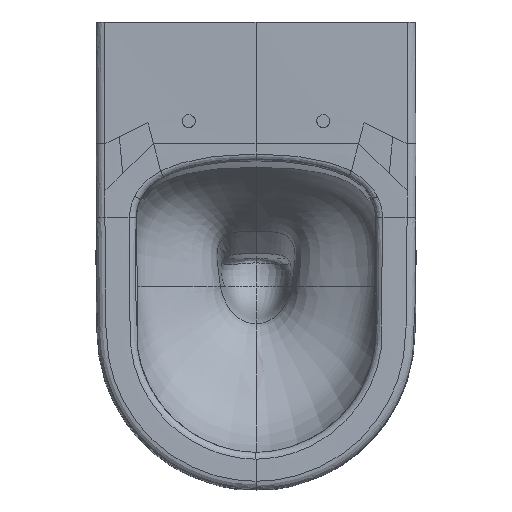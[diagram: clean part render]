
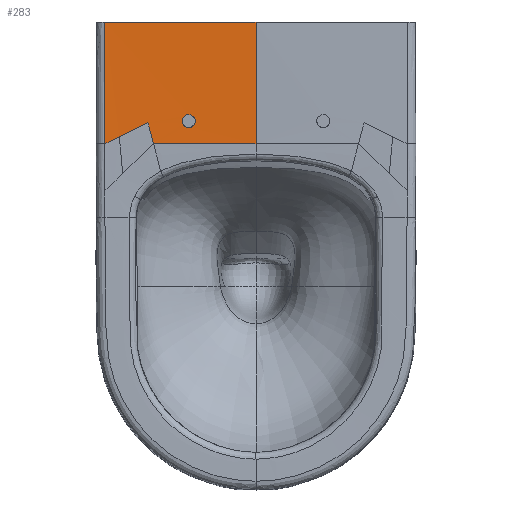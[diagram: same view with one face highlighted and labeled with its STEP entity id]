
A CAD part, top view. The second image highlights one B-rep face of the part: STEP entity #283.
In plain terms, the highlighted free-form (B-spline) face has degree [3, 3] with [6, 5] control points.
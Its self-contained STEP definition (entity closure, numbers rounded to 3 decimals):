
#198=FACE_BOUND('',#619,.T.);
#199=FACE_BOUND('',#620,.T.);
#283=ADVANCED_FACE('',(#198,#199),#384,.T.);
#384=B_SPLINE_SURFACE_WITH_KNOTS('',3,3,((#8339,#8340,#8341,#8342,#8343),
(#8344,#8345,#8346,#8347,#8348),(#8349,#8350,#8351,#8352,#8353),(#8354,
#8355,#8356,#8357,#8358),(#8359,#8360,#8361,#8362,#8363),(#8364,#8365,#8366,
#8367,#8368)),.UNSPECIFIED.,.F.,.F.,.F.,(4,1,1,4),(4,1,4),(0.,0.2,0.754,
1.),(0.,0.2,1.),.UNSPECIFIED.);
#619=EDGE_LOOP('',(#960));
#620=EDGE_LOOP('',(#961,#962,#963,#964,#965,#966,#967,#968));
#960=ORIENTED_EDGE('',*,*,#1753,.T.);
#961=ORIENTED_EDGE('',*,*,#1598,.T.);
#962=ORIENTED_EDGE('',*,*,#1589,.T.);
#963=ORIENTED_EDGE('',*,*,#1740,.T.);
#964=ORIENTED_EDGE('',*,*,#1751,.T.);
#965=ORIENTED_EDGE('',*,*,#1750,.T.);
#966=ORIENTED_EDGE('',*,*,#1748,.T.);
#967=ORIENTED_EDGE('',*,*,#1747,.T.);
#968=ORIENTED_EDGE('',*,*,#1754,.T.);
#1384=VERTEX_POINT('',#2583);
#1385=VERTEX_POINT('',#2594);
#1393=VERTEX_POINT('',#2811);
#1486=VERTEX_POINT('',#7534);
#1491=VERTEX_POINT('',#8155);
#1492=VERTEX_POINT('',#8160);
#1493=VERTEX_POINT('',#8165);
#1494=VERTEX_POINT('',#8230);
#1495=VERTEX_POINT('',#8334);
#1589=EDGE_CURVE('',#1385,#1384,#1922,.T.);
#1598=EDGE_CURVE('',#1393,#1385,#1931,.T.);
#1740=EDGE_CURVE('',#1384,#1486,#2016,.T.);
#1747=EDGE_CURVE('',#1492,#1491,#2023,.T.);
#1748=EDGE_CURVE('',#1493,#1492,#2024,.T.);
#1750=EDGE_CURVE('',#1494,#1493,#2026,.T.);
#1751=EDGE_CURVE('',#1486,#1494,#2027,.T.);
#1753=EDGE_CURVE('',#1495,#1495,#2029,.T.);
#1754=EDGE_CURVE('',#1491,#1393,#2030,.T.);
#1922=B_SPLINE_CURVE_WITH_KNOTS('',3,(#2584,#2585,#2586,#2587,#2588,#2589,
#2590,#2591,#2592,#2593),.UNSPECIFIED.,.F.,.F.,(4,3,3,4),(0.,0.315,
0.657,1.),.UNSPECIFIED.);
#1931=B_SPLINE_CURVE_WITH_KNOTS('',3,(#2807,#2808,#2809,#2810),
 .UNSPECIFIED.,.F.,.F.,(4,4),(0.,1.),.UNSPECIFIED.);
#2016=B_SPLINE_CURVE_WITH_KNOTS('',3,(#7535,#7536,#7537,#7538),
 .UNSPECIFIED.,.F.,.F.,(4,4),(0.,1.),.UNSPECIFIED.);
#2023=B_SPLINE_CURVE_WITH_KNOTS('',3,(#8156,#8157,#8158,#8159),
 .UNSPECIFIED.,.F.,.F.,(4,4),(0.,1.),.UNSPECIFIED.);
#2024=B_SPLINE_CURVE_WITH_KNOTS('',3,(#8161,#8162,#8163,#8164),
 .UNSPECIFIED.,.F.,.F.,(4,4),(0.,1.),.UNSPECIFIED.);
#2026=B_SPLINE_CURVE_WITH_KNOTS('',3,(#8226,#8227,#8228,#8229),
 .UNSPECIFIED.,.F.,.F.,(4,4),(0.,1.),.UNSPECIFIED.);
#2027=B_SPLINE_CURVE_WITH_KNOTS('',3,(#8231,#8232,#8233,#8234),
 .UNSPECIFIED.,.F.,.F.,(4,4),(0.,1.),.UNSPECIFIED.);
#2029=B_SPLINE_CURVE_WITH_KNOTS('',3,(#8316,#8317,#8318,#8319,#8320,#8321,
#8322,#8323,#8324,#8325,#8326,#8327,#8328,#8329,#8330,#8331,#8332,#8333),
 .UNSPECIFIED.,.T.,.F.,(2,2,2,2,2,2,2,2,2,2,2),(-0.125,0.,0.125,0.25,0.375,
0.5,0.625,0.75,0.875,1.,1.125),.UNSPECIFIED.);
#2030=B_SPLINE_CURVE_WITH_KNOTS('',3,(#8335,#8336,#8337,#8338),
 .UNSPECIFIED.,.F.,.F.,(4,4),(0.,1.),.UNSPECIFIED.);
#2583=CARTESIAN_POINT('',(-174.028,0.,0.));
#2584=CARTESIAN_POINT('',(0.,0.,1.678));
#2585=CARTESIAN_POINT('',(-18.265,0.,1.678));
#2586=CARTESIAN_POINT('',(-36.529,0.,1.622));
#2587=CARTESIAN_POINT('',(-54.794,0.,1.509));
#2588=CARTESIAN_POINT('',(-74.667,0.,1.387));
#2589=CARTESIAN_POINT('',(-94.54,0.,1.199));
#2590=CARTESIAN_POINT('',(-114.412,0.,0.947));
#2591=CARTESIAN_POINT('',(-134.285,0.,0.695));
#2592=CARTESIAN_POINT('',(-154.157,0.,0.378));
#2593=CARTESIAN_POINT('',(-174.028,0.,0.));
#2594=CARTESIAN_POINT('',(0.,0.,1.678));
#2807=CARTESIAN_POINT('',(0.,-140.347,-0.592));
#2808=CARTESIAN_POINT('',(0.,-93.565,0.165));
#2809=CARTESIAN_POINT('',(0.,-46.782,0.922));
#2810=CARTESIAN_POINT('',(0.,0.,1.678));
#2811=CARTESIAN_POINT('',(0.,-140.347,-0.592));
#7534=CARTESIAN_POINT('',(-174.177,-140.347,0.001));
#7535=CARTESIAN_POINT('',(-174.028,0.,0.));
#7536=CARTESIAN_POINT('',(-174.017,-46.782,0.001));
#7537=CARTESIAN_POINT('',(-174.067,-93.564,0.001));
#7538=CARTESIAN_POINT('',(-174.177,-140.347,0.001));
#8155=CARTESIAN_POINT('',(-118.067,-140.346,-0.352));
#8156=CARTESIAN_POINT('',(-124.512,-116.241,-0.126));
#8157=CARTESIAN_POINT('',(-123.03,-121.628,-0.172));
#8158=CARTESIAN_POINT('',(-120.881,-129.648,-0.243));
#8159=CARTESIAN_POINT('',(-118.065,-140.346,-0.352));
#8160=CARTESIAN_POINT('',(-124.512,-116.241,-0.126));
#8161=CARTESIAN_POINT('',(-157.533,-132.27,-0.1));
#8162=CARTESIAN_POINT('',(-146.567,-126.947,-0.145));
#8163=CARTESIAN_POINT('',(-135.561,-121.603,-0.15));
#8164=CARTESIAN_POINT('',(-124.512,-116.241,-0.126));
#8165=CARTESIAN_POINT('',(-157.533,-132.27,-0.099));
#8226=CARTESIAN_POINT('',(-174.064,-140.293,0.));
#8227=CARTESIAN_POINT('',(-168.564,-137.624,-0.044));
#8228=CARTESIAN_POINT('',(-163.054,-134.95,-0.077));
#8229=CARTESIAN_POINT('',(-157.533,-132.27,-0.1));
#8230=CARTESIAN_POINT('',(-174.064,-140.292,0.));
#8231=CARTESIAN_POINT('',(-174.177,-140.347,0.001));
#8232=CARTESIAN_POINT('',(-174.139,-140.328,0.));
#8233=CARTESIAN_POINT('',(-174.102,-140.31,0.));
#8234=CARTESIAN_POINT('',(-174.064,-140.292,0.));
#8316=CARTESIAN_POINT('',(-85.,-116.172,-0.175));
#8317=CARTESIAN_POINT('',(-85.,-112.209,-0.126));
#8318=CARTESIAN_POINT('',(-84.187,-110.271,-0.102));
#8319=CARTESIAN_POINT('',(-81.419,-107.503,-0.068));
#8320=CARTESIAN_POINT('',(-79.46,-106.692,-0.057));
#8321=CARTESIAN_POINT('',(-75.547,-106.69,-0.057));
#8322=CARTESIAN_POINT('',(-73.6,-107.485,-0.067));
#8323=CARTESIAN_POINT('',(-70.798,-110.284,-0.105));
#8324=CARTESIAN_POINT('',(-70.,-112.23,-0.132));
#8325=CARTESIAN_POINT('',(-69.999,-116.145,-0.186));
#8326=CARTESIAN_POINT('',(-70.81,-118.103,-0.212));
#8327=CARTESIAN_POINT('',(-73.573,-120.872,-0.247));
#8328=CARTESIAN_POINT('',(-75.514,-121.688,-0.256));
#8329=CARTESIAN_POINT('',(-79.47,-121.692,-0.251));
#8330=CARTESIAN_POINT('',(-81.413,-120.881,-0.238));
#8331=CARTESIAN_POINT('',(-84.185,-118.114,-0.2));
#8332=CARTESIAN_POINT('',(-85.,-116.172,-0.175));
#8333=CARTESIAN_POINT('',(-85.,-112.209,-0.126));
#8334=CARTESIAN_POINT('',(-85.,-114.19,-0.151));
#8335=CARTESIAN_POINT('',(-118.065,-140.346,-0.352));
#8336=CARTESIAN_POINT('',(-79.537,-140.346,-0.53));
#8337=CARTESIAN_POINT('',(-40.182,-140.345,-0.592));
#8338=CARTESIAN_POINT('',(0.,-140.347,-0.592));
#8339=CARTESIAN_POINT('',(43.588,-221.622,-1.819));
#8340=CARTESIAN_POINT('',(29.058,-220.081,-1.85));
#8341=CARTESIAN_POINT('',(-43.588,-212.38,-1.885));
#8342=CARTESIAN_POINT('',(-116.231,-204.691,-1.121));
#8343=CARTESIAN_POINT('',(-174.343,-198.549,0.));
#8344=CARTESIAN_POINT('',(43.571,-200.293,-1.492));
#8345=CARTESIAN_POINT('',(29.047,-198.881,-1.513));
#8346=CARTESIAN_POINT('',(-43.571,-191.825,-1.526));
#8347=CARTESIAN_POINT('',(-116.187,-184.778,-0.904));
#8348=CARTESIAN_POINT('',(-174.279,-179.148,0.001));
#8349=CARTESIAN_POINT('',(43.516,-119.833,-0.258));
#8350=CARTESIAN_POINT('',(29.011,-118.908,-0.244));
#8351=CARTESIAN_POINT('',(-43.516,-114.285,-0.173));
#8352=CARTESIAN_POINT('',(-116.044,-109.661,-0.083));
#8353=CARTESIAN_POINT('',(-174.067,-105.962,0.001));
#8354=CARTESIAN_POINT('',(43.497,-13.188,1.377));
#8355=CARTESIAN_POINT('',(28.998,-12.908,1.438));
#8356=CARTESIAN_POINT('',(-43.497,-11.509,1.62));
#8357=CARTESIAN_POINT('',(-115.99,-10.096,1.004));
#8358=CARTESIAN_POINT('',(-173.983,-8.958,0.001));
#8359=CARTESIAN_POINT('',(43.527,72.128,2.685));
#8360=CARTESIAN_POINT('',(29.018,71.892,2.783));
#8361=CARTESIAN_POINT('',(-43.528,70.712,3.055));
#8362=CARTESIAN_POINT('',(-116.062,69.555,1.874));
#8363=CARTESIAN_POINT('',(-174.082,68.645,-0.001));
#8364=CARTESIAN_POINT('',(43.539,98.314,3.087));
#8365=CARTESIAN_POINT('',(29.026,97.919,3.196));
#8366=CARTESIAN_POINT('',(-43.54,95.947,3.495));
#8367=CARTESIAN_POINT('',(-116.09,94.002,2.141));
#8368=CARTESIAN_POINT('',(-174.121,92.464,-0.001));
